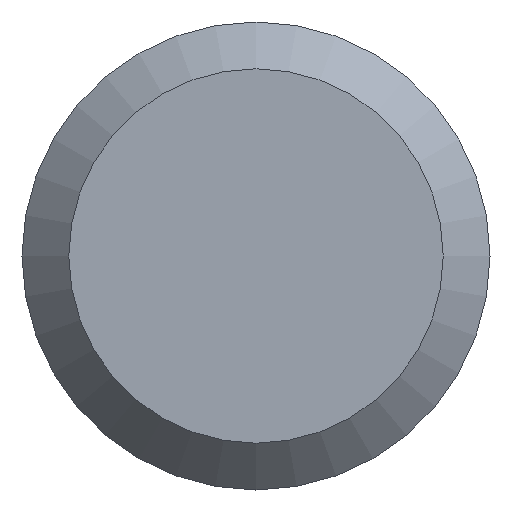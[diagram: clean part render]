
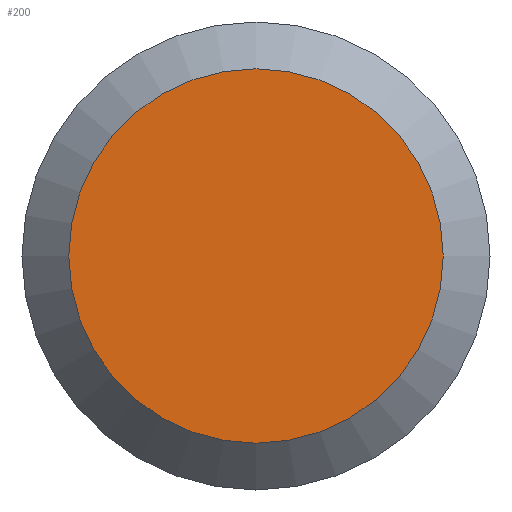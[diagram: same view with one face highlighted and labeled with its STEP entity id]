
A CAD part, left-side view. The second image highlights one B-rep face of the part: STEP entity #200.
In plain terms, the highlighted planar face has unit normal (-1, 0, 0).
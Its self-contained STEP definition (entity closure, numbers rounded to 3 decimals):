
#3 = VERTEX_POINT ( 'NONE', #23 ) ;
#7 = ORIENTED_EDGE ( 'NONE', *, *, #172, .T. ) ;
#16 = PLANE ( 'NONE',  #112 ) ;
#23 = CARTESIAN_POINT ( 'NONE',  ( 0., 0., -3.52 ) ) ;
#25 = CIRCLE ( 'NONE', #60, 3.52 ) ;
#26 = DIRECTION ( 'NONE',  ( -1., 0., 0. ) ) ;
#37 = EDGE_LOOP ( 'NONE', ( #7 ) ) ;
#43 = DIRECTION ( 'NONE',  ( 0., 0., -1. ) ) ;
#60 = AXIS2_PLACEMENT_3D ( 'NONE', #178, #26, #43 ) ;
#112 = AXIS2_PLACEMENT_3D ( 'NONE', #196, #116, #129 ) ;
#116 = DIRECTION ( 'NONE',  ( 1., 0., 0. ) ) ;
#129 = DIRECTION ( 'NONE',  ( 0., 0., -1. ) ) ;
#171 = FACE_OUTER_BOUND ( 'NONE', #37, .T. ) ;
#172 = EDGE_CURVE ( 'NONE', #3, #3, #25, .T. ) ;
#178 = CARTESIAN_POINT ( 'NONE',  ( 0., 0., 0. ) ) ;
#196 = CARTESIAN_POINT ( 'NONE',  ( 0., 4.4, 0. ) ) ;
#200 = ADVANCED_FACE ( 'NONE', ( #171 ), #16, .F. ) ;
